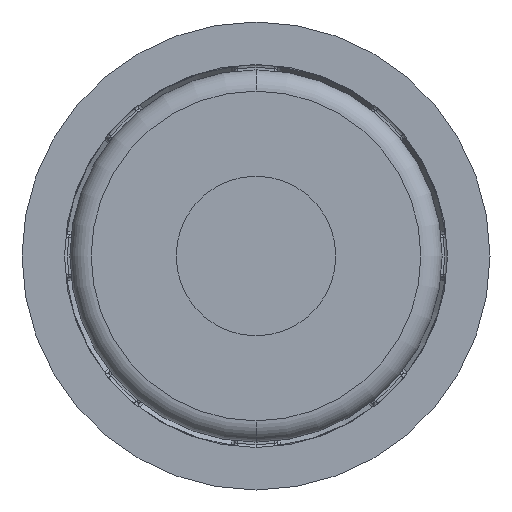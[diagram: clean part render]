
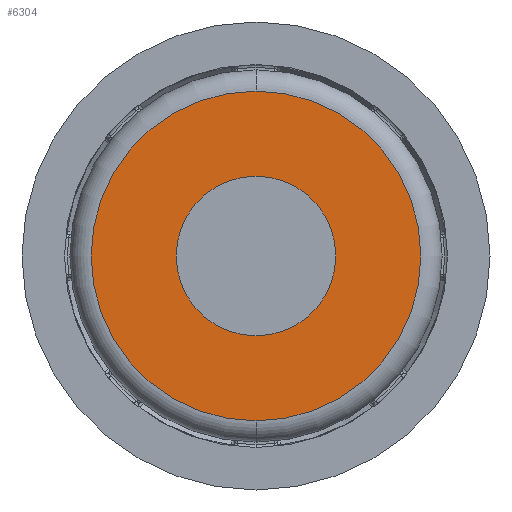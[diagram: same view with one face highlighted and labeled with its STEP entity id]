
A CAD part, front view. The second image highlights one B-rep face of the part: STEP entity #6304.
In plain terms, the highlighted planar face has unit normal (0, -1, 0).
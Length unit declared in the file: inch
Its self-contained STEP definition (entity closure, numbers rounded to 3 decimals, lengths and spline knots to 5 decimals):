
#317 = VERTEX_POINT ( 'NONE', #6979 ) ;
#339 = CARTESIAN_POINT ( 'NONE',  ( 0.68218, 0.1865, 1.46496 ) ) ;
#711 = AXIS2_PLACEMENT_3D ( 'NONE', #5764, #8219, #1128 ) ;
#753 = AXIS2_PLACEMENT_3D ( 'NONE', #13713, #6633, #14907 ) ;
#1128 = DIRECTION ( 'NONE',  ( 0., 0., -1. ) ) ;
#1194 = CIRCLE ( 'NONE', #14805, 0.29528 ) ;
#1267 = AXIS2_PLACEMENT_3D ( 'NONE', #12302, #5216, #13490 ) ;
#1436 = CARTESIAN_POINT ( 'NONE',  ( 0.68218, 0.1865, 1.46496 ) ) ;
#1526 = DIRECTION ( 'NONE',  ( 0., 0., 1. ) ) ;
#2128 = ORIENTED_EDGE ( 'NONE', *, *, #8143, .F. ) ;
#2327 = ORIENTED_EDGE ( 'NONE', *, *, #10292, .F. ) ;
#2623 = DIRECTION ( 'NONE',  ( 0., 0., 1. ) ) ;
#3028 = CIRCLE ( 'NONE', #753, 0.61024 ) ;
#3153 = FACE_BOUND ( 'NONE', #10145, .T. ) ;
#4754 = CARTESIAN_POINT ( 'NONE',  ( 0.68218, 0.1865, 0.85472 ) ) ;
#4919 = VERTEX_POINT ( 'NONE', #5127 ) ;
#5127 = CARTESIAN_POINT ( 'NONE',  ( 0.68218, 0.1865, 1.16968 ) ) ;
#5216 = DIRECTION ( 'NONE',  ( 0., 1., 0. ) ) ;
#5764 = CARTESIAN_POINT ( 'NONE',  ( 0.97746, 0.1865, 1.46496 ) ) ;
#6304 = ADVANCED_FACE ( 'NONE', ( #3153, #9808 ), #7024, .T. ) ;
#6499 = CIRCLE ( 'NONE', #1267, 0.61024 ) ;
#6633 = DIRECTION ( 'NONE',  ( 0., 1., 0. ) ) ;
#6979 = CARTESIAN_POINT ( 'NONE',  ( 0.68218, 0.1865, 1.76023 ) ) ;
#7024 = PLANE ( 'NONE',  #711 ) ;
#7558 = EDGE_CURVE ( 'NONE', #4919, #317, #1194, .T. ) ;
#8132 = VERTEX_POINT ( 'NONE', #8956 ) ;
#8143 = EDGE_CURVE ( 'NONE', #8132, #15191, #3028, .T. ) ;
#8219 = DIRECTION ( 'NONE',  ( 0., -1., 0. ) ) ;
#8610 = DIRECTION ( 'NONE',  ( 0., 1., 0. ) ) ;
#8956 = CARTESIAN_POINT ( 'NONE',  ( 0.68218, 0.1865, 2.07519 ) ) ;
#9277 = AXIS2_PLACEMENT_3D ( 'NONE', #339, #8610, #1526 ) ;
#9700 = DIRECTION ( 'NONE',  ( 0., 1., 0. ) ) ;
#9808 = FACE_OUTER_BOUND ( 'NONE', #12330, .T. ) ;
#10145 = EDGE_LOOP ( 'NONE', ( #12999, #14185 ) ) ;
#10292 = EDGE_CURVE ( 'NONE', #15191, #8132, #6499, .T. ) ;
#10358 = CIRCLE ( 'NONE', #9277, 0.29528 ) ;
#11715 = EDGE_CURVE ( 'NONE', #317, #4919, #10358, .T. ) ;
#12302 = CARTESIAN_POINT ( 'NONE',  ( 0.68218, 0.1865, 1.46496 ) ) ;
#12330 = EDGE_LOOP ( 'NONE', ( #2327, #2128 ) ) ;
#12999 = ORIENTED_EDGE ( 'NONE', *, *, #11715, .T. ) ;
#13490 = DIRECTION ( 'NONE',  ( 0., 0., -1. ) ) ;
#13713 = CARTESIAN_POINT ( 'NONE',  ( 0.68218, 0.1865, 1.46496 ) ) ;
#14185 = ORIENTED_EDGE ( 'NONE', *, *, #7558, .T. ) ;
#14805 = AXIS2_PLACEMENT_3D ( 'NONE', #1436, #9700, #2623 ) ;
#14907 = DIRECTION ( 'NONE',  ( 0., 0., -1. ) ) ;
#15191 = VERTEX_POINT ( 'NONE', #4754 ) ;
